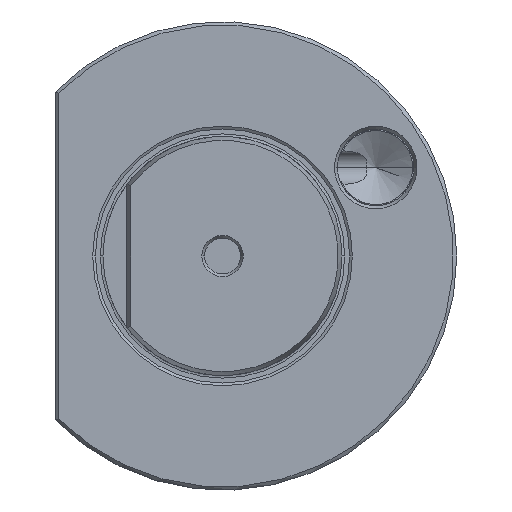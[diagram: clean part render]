
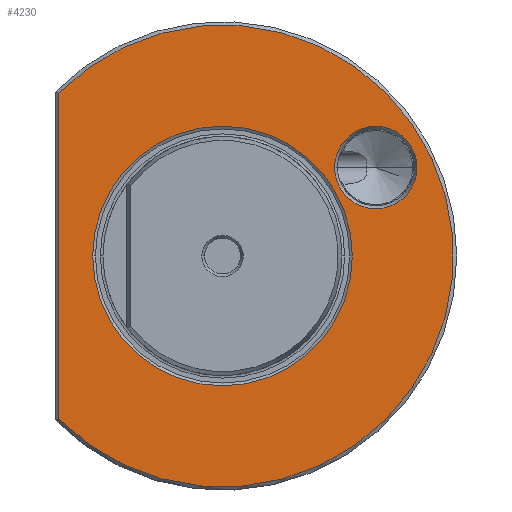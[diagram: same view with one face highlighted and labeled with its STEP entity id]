
A CAD part, left-side view. The second image highlights one B-rep face of the part: STEP entity #4230.
In plain terms, the highlighted planar face has unit normal (-1, 0, 0).
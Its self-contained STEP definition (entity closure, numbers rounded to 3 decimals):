
#63=CARTESIAN_POINT('',(-16.,34.3,-34.006));
#69=CARTESIAN_POINT('',(-16.,0.,0.));
#70=DIRECTION('',(-1.,0.,0.));
#71=DIRECTION('',(0.,0.71,-0.704));
#72=AXIS2_PLACEMENT_3D('',#69,#70,#71);
#78=CARTESIAN_POINT('',(-16.,34.3,34.006));
#85=CARTESIAN_POINT('',(-16.,-32.043,18.5));
#86=DIRECTION('',(1.,0.,0.));
#87=DIRECTION('',(0.,1.,0.));
#88=AXIS2_PLACEMENT_3D('',#85,#86,#87);
#90=CARTESIAN_POINT('',(-16.,-32.043,18.5));
#91=DIRECTION('',(1.,0.,0.));
#92=DIRECTION('',(0.,-1.,0.));
#93=AXIS2_PLACEMENT_3D('',#90,#91,#92);
#95=DIRECTION('',(0.,0.,-1.));
#96=VECTOR('',#95,68.012);
#97=CARTESIAN_POINT('',(-16.,34.3,34.006));
#98=LINE('',#97,#96);
#107=CARTESIAN_POINT('',(-16.,0.,0.));
#108=DIRECTION('',(-1.,0.,0.));
#109=DIRECTION('',(0.,1.,0.));
#110=AXIS2_PLACEMENT_3D('',#107,#108,#109);
#112=CARTESIAN_POINT('',(-16.,0.,0.));
#113=DIRECTION('',(1.,0.,0.));
#114=DIRECTION('',(0.,1.,0.));
#115=AXIS2_PLACEMENT_3D('',#112,#113,#114);
#3486=CARTESIAN_POINT('',(-16.,27.15,0.));
#3488=VERTEX_POINT('',#3486);
#3500=CARTESIAN_POINT('',(-16.,-27.15,0.));
#3502=VERTEX_POINT('',#3500);
#3520=CARTESIAN_POINT('',(-16.,-23.427,18.5));
#3521=CARTESIAN_POINT('',(-16.,-40.659,18.5));
#3522=VERTEX_POINT('',#3520);
#3523=VERTEX_POINT('',#3521);
#3632=VERTEX_POINT('',#63);
#3636=VERTEX_POINT('',#78);
#4209=CARTESIAN_POINT('',(-16.,0.,0.));
#4210=DIRECTION('',(1.,0.,0.));
#4211=DIRECTION('',(0.,-1.,0.));
#4212=AXIS2_PLACEMENT_3D('',#4209,#4210,#4211);
#4213=PLANE('',#4212);
#4214=ORIENTED_EDGE('',*,*,#4191,.F.);
#4215=ORIENTED_EDGE('',*,*,#4202,.F.);
#4216=EDGE_LOOP('',(#4214,#4215));
#4217=FACE_OUTER_BOUND('',#4216,.F.);
#4219=ORIENTED_EDGE('',*,*,#4218,.F.);
#4221=ORIENTED_EDGE('',*,*,#4220,.F.);
#4222=EDGE_LOOP('',(#4219,#4221));
#4223=FACE_BOUND('',#4222,.F.);
#4225=ORIENTED_EDGE('',*,*,#4224,.T.);
#4227=ORIENTED_EDGE('',*,*,#4226,.F.);
#4228=EDGE_LOOP('',(#4225,#4227));
#4229=FACE_BOUND('',#4228,.F.);
#4230=ADVANCED_FACE('',(#4217,#4223,#4229),#4213,.F.);
#73=CIRCLE('',#72,48.3);
#89=CIRCLE('',#88,8.616);
#94=CIRCLE('',#93,8.616);
#111=CIRCLE('',#110,27.15);
#116=CIRCLE('',#115,27.15);
#4191=EDGE_CURVE('',#3636,#3632,#98,.T.);
#4202=EDGE_CURVE('',#3632,#3636,#73,.T.);
#4218=EDGE_CURVE('',#3522,#3523,#89,.T.);
#4220=EDGE_CURVE('',#3523,#3522,#94,.T.);
#4224=EDGE_CURVE('',#3488,#3502,#111,.T.);
#4226=EDGE_CURVE('',#3488,#3502,#116,.T.);
